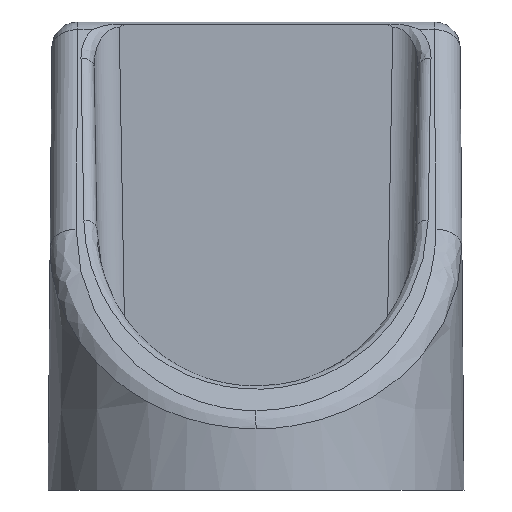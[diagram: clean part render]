
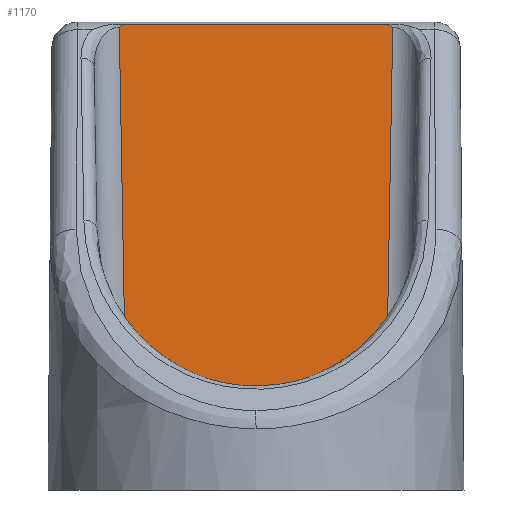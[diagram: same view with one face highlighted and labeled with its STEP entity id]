
A CAD part, left-side view. The second image highlights one B-rep face of the part: STEP entity #1170.
In plain terms, the highlighted planar face has unit normal (-1, 0, 0.018).
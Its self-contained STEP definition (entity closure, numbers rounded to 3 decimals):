
#17 = VERTEX_POINT ( 'NONE', #1513 ) ;
#61 = CARTESIAN_POINT ( 'NONE',  ( 14.518, -10.393, 35.683 ) ) ;
#83 = EDGE_CURVE ( 'NONE', #490, #1860, #467, .T. ) ;
#93 = VECTOR ( 'NONE', #1439, 1000. ) ;
#106 = CARTESIAN_POINT ( 'NONE',  ( 14.524, -10.525, 36.035 ) ) ;
#119 = VECTOR ( 'NONE', #798, 1000. ) ;
#122 = ORIENTED_EDGE ( 'NONE', *, *, #1580, .F. ) ;
#124 = CARTESIAN_POINT ( 'NONE',  ( 14.517, 10.517, 35.596 ) ) ;
#191 = LINE ( 'NONE', #106, #516 ) ;
#219 = DIRECTION ( 'NONE',  ( 0.017, 0., 1. ) ) ;
#224 = ORIENTED_EDGE ( 'NONE', *, *, #83, .T. ) ;
#225 = CARTESIAN_POINT ( 'NONE',  ( 14.52, -10.122, 35.819 ) ) ;
#248 = DIRECTION ( 'NONE',  ( 0.017, -0.017, 1. ) ) ;
#441 = VERTEX_POINT ( 'NONE', #602 ) ;
#467 = B_SPLINE_CURVE_WITH_KNOTS ( 'NONE', 3,
 ( #774, #61, #757, #1778 ),
 .UNSPECIFIED., .F., .F.,
 ( 4, 4 ),
 ( 0., 0. ),
 .UNSPECIFIED. ) ;
#474 = LINE ( 'NONE', #1285, #93 ) ;
#489 = EDGE_CURVE ( 'NONE', #17, #441, #874, .T. ) ;
#490 = VERTEX_POINT ( 'NONE', #1494 ) ;
#516 = VECTOR ( 'NONE', #248, 1000. ) ;
#543 = VERTEX_POINT ( 'NONE', #1289 ) ;
#602 = CARTESIAN_POINT ( 'NONE',  ( 14.517, 10.517, 35.596 ) ) ;
#606 = CARTESIAN_POINT ( 'NONE',  ( 14.519, 10.262, 35.758 ) ) ;
#621 = VECTOR ( 'NONE', #1228, 1000. ) ;
#757 = CARTESIAN_POINT ( 'NONE',  ( 14.519, -10.262, 35.758 ) ) ;
#774 = CARTESIAN_POINT ( 'NONE',  ( 14.517, -10.517, 35.596 ) ) ;
#798 = DIRECTION ( 'NONE',  ( 0., 1., 0. ) ) ;
#820 = EDGE_LOOP ( 'NONE', ( #1027, #1332, #882, #122, #1602, #224 ) ) ;
#832 = CARTESIAN_POINT ( 'NONE',  ( 14., -10., 6. ) ) ;
#874 = B_SPLINE_CURVE_WITH_KNOTS ( 'NONE', 3,
 ( #1632, #606, #993, #124 ),
 .UNSPECIFIED., .F., .F.,
 ( 4, 4 ),
 ( 0., 0. ),
 .UNSPECIFIED. ) ;
#882 = ORIENTED_EDGE ( 'NONE', *, *, #1088, .T. ) ;
#993 = CARTESIAN_POINT ( 'NONE',  ( 14.518, 10.393, 35.683 ) ) ;
#1027 = ORIENTED_EDGE ( 'NONE', *, *, #1803, .T. ) ;
#1057 = LINE ( 'NONE', #1082, #621 ) ;
#1082 = CARTESIAN_POINT ( 'NONE',  ( 14.001, 10.001, 6.035 ) ) ;
#1088 = EDGE_CURVE ( 'NONE', #441, #543, #1057, .T. ) ;
#1092 = DIRECTION ( 'NONE',  ( -1., 0., 0.017 ) ) ;
#1170 = ADVANCED_FACE ( 'NONE', ( #1693 ), #1811, .T. ) ;
#1228 = DIRECTION ( 'NONE',  ( -0.017, -0.017, -1. ) ) ;
#1233 = CARTESIAN_POINT ( 'NONE',  ( 14., 12., 6. ) ) ;
#1240 = CARTESIAN_POINT ( 'NONE',  ( 14.52, -10.521, 35.819 ) ) ;
#1285 = CARTESIAN_POINT ( 'NONE',  ( 14., 12., 6. ) ) ;
#1289 = CARTESIAN_POINT ( 'NONE',  ( 14., 10., 6. ) ) ;
#1332 = ORIENTED_EDGE ( 'NONE', *, *, #489, .T. ) ;
#1439 = DIRECTION ( 'NONE',  ( 0., 1., 0. ) ) ;
#1494 = CARTESIAN_POINT ( 'NONE',  ( 14.517, -10.517, 35.596 ) ) ;
#1499 = EDGE_CURVE ( 'NONE', #1585, #490, #191, .T. ) ;
#1513 = CARTESIAN_POINT ( 'NONE',  ( 14.52, 10.122, 35.819 ) ) ;
#1527 = AXIS2_PLACEMENT_3D ( 'NONE', #1233, #1092, #219 ) ;
#1580 = EDGE_CURVE ( 'NONE', #1585, #543, #474, .T. ) ;
#1585 = VERTEX_POINT ( 'NONE', #832 ) ;
#1602 = ORIENTED_EDGE ( 'NONE', *, *, #1499, .T. ) ;
#1632 = CARTESIAN_POINT ( 'NONE',  ( 14.52, 10.122, 35.819 ) ) ;
#1670 = LINE ( 'NONE', #1240, #119 ) ;
#1693 = FACE_OUTER_BOUND ( 'NONE', #820, .T. ) ;
#1778 = CARTESIAN_POINT ( 'NONE',  ( 14.52, -10.122, 35.819 ) ) ;
#1803 = EDGE_CURVE ( 'NONE', #1860, #17, #1670, .T. ) ;
#1811 = PLANE ( 'NONE',  #1527 ) ;
#1860 = VERTEX_POINT ( 'NONE', #225 ) ;
